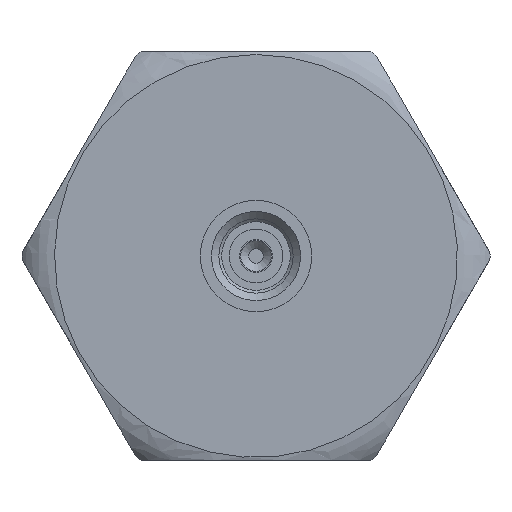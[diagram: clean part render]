
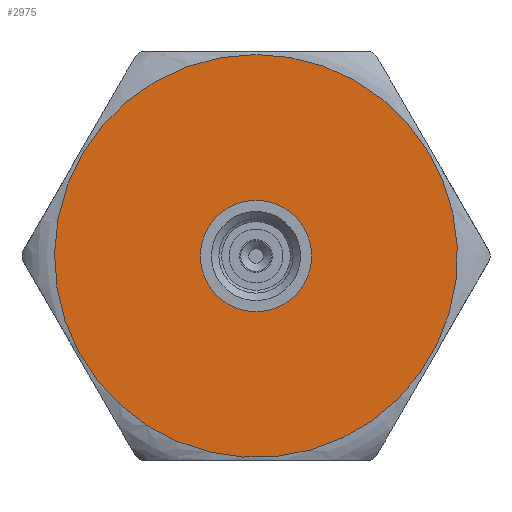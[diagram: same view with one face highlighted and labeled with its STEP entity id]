
A CAD part, left-side view. The second image highlights one B-rep face of the part: STEP entity #2975.
In plain terms, the highlighted planar face has unit normal (-1, 0, 0).
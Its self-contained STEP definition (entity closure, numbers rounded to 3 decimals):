
#805=ORIENTED_EDGE('',*,*,#1594,.F.);
#806=ORIENTED_EDGE('',*,*,#1593,.F.);
#1593=EDGE_CURVE('',#1966,#1966,#2194,.F.);
#1594=EDGE_CURVE('',#1967,#1967,#2195,.T.);
#1966=VERTEX_POINT('',#11828);
#1967=VERTEX_POINT('',#11831);
#2194=CIRCLE('',#3284,5.424);
#2195=CIRCLE('',#3286,1.5);
#2356=EDGE_LOOP('',(#805));
#2357=EDGE_LOOP('',(#806));
#2625=FACE_BOUND('',#2356,.T.);
#2626=FACE_BOUND('',#2357,.T.);
#2870=PLANE('',#3285);
#2975=ADVANCED_FACE('',(#2625,#2626),#2870,.T.);
#3284=AXIS2_PLACEMENT_3D('',#11827,#3738,#3739);
#3285=AXIS2_PLACEMENT_3D('',#11829,#3740,#3741);
#3286=AXIS2_PLACEMENT_3D('',#11830,#3742,#3743);
#3738=DIRECTION('',(-1.,0.,0.));
#3739=DIRECTION('',(0.,0.,1.));
#3740=DIRECTION('',(-1.,0.,0.));
#3741=DIRECTION('',(0.,0.,1.));
#3742=DIRECTION('',(-1.,0.,0.));
#3743=DIRECTION('',(0.,0.,1.));
#11827=CARTESIAN_POINT('',(-2.2,0.,0.));
#11828=CARTESIAN_POINT('',(-2.2,0.,5.424));
#11829=CARTESIAN_POINT('',(-2.2,0.,0.));
#11830=CARTESIAN_POINT('',(-2.2,0.,0.));
#11831=CARTESIAN_POINT('',(-2.2,0.,1.5));
